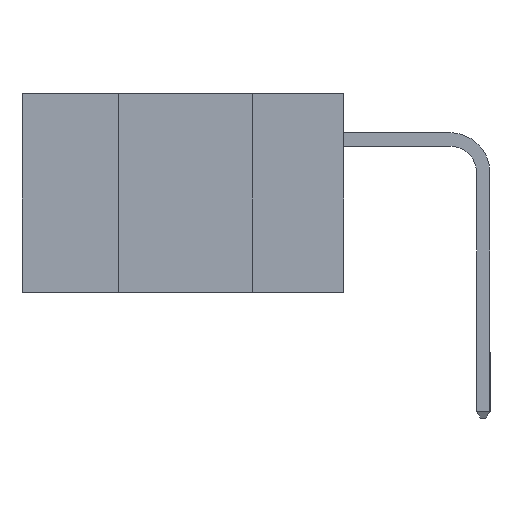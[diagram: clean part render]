
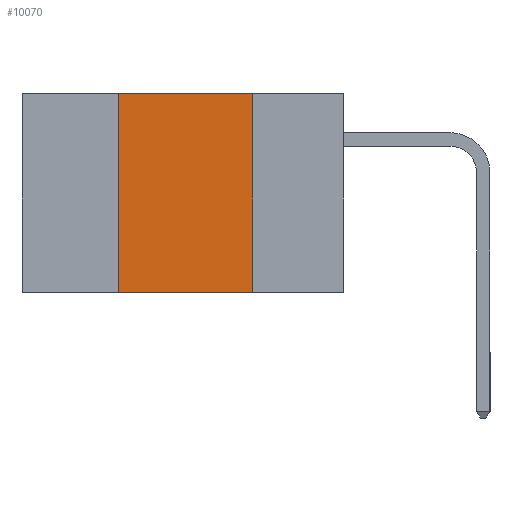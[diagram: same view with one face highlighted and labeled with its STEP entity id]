
A CAD part, left-side view. The second image highlights one B-rep face of the part: STEP entity #10070.
In plain terms, the highlighted planar face has unit normal (-1, 0, 0).
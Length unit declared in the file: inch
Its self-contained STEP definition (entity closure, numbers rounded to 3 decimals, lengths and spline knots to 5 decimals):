
#323 = FACE_OUTER_BOUND ( 'NONE', #1491, .T. ) ;
#777 = CARTESIAN_POINT ( 'NONE',  ( 0., 0.42, 0. ) ) ;
#825 = VECTOR ( 'NONE', #5379, 39.37008 ) ;
#855 = CARTESIAN_POINT ( 'NONE',  ( 0., 0.6, 0. ) ) ;
#1079 = EDGE_CURVE ( 'NONE', #11422, #12236, #10088, .T. ) ;
#1164 = ORIENTED_EDGE ( 'NONE', *, *, #1079, .F. ) ;
#1491 = EDGE_LOOP ( 'NONE', ( #1164, #12293, #16415, #6531 ) ) ;
#2281 = PLANE ( 'NONE',  #8478 ) ;
#2338 = DIRECTION ( 'NONE',  ( 1., 0., 0. ) ) ;
#3264 = LINE ( 'NONE', #855, #8018 ) ;
#3349 = CARTESIAN_POINT ( 'NONE',  ( 0., 0.42, -0.37 ) ) ;
#5217 = VERTEX_POINT ( 'NONE', #777 ) ;
#5379 = DIRECTION ( 'NONE',  ( 0., 0., -1. ) ) ;
#6531 = ORIENTED_EDGE ( 'NONE', *, *, #17879, .T. ) ;
#6948 = CARTESIAN_POINT ( 'NONE',  ( 0., 0.42, 0. ) ) ;
#7337 = CARTESIAN_POINT ( 'NONE',  ( 0., 0.6, -0.37 ) ) ;
#7876 = DIRECTION ( 'NONE',  ( 0., -1., 0. ) ) ;
#8018 = VECTOR ( 'NONE', #7876, 39.37008 ) ;
#8218 = CARTESIAN_POINT ( 'NONE',  ( 0., 0.17, 0. ) ) ;
#8478 = AXIS2_PLACEMENT_3D ( 'NONE', #17560, #2338, #16002 ) ;
#8684 = LINE ( 'NONE', #6948, #11033 ) ;
#10070 = ADVANCED_FACE ( 'NONE', ( #323 ), #2281, .F. ) ;
#10088 = LINE ( 'NONE', #8218, #825 ) ;
#10109 = VECTOR ( 'NONE', #13096, 39.37008 ) ;
#11027 = CARTESIAN_POINT ( 'NONE',  ( 0., 0.17, -0.37 ) ) ;
#11033 = VECTOR ( 'NONE', #13785, 39.37008 ) ;
#11140 = EDGE_CURVE ( 'NONE', #14748, #5217, #8684, .T. ) ;
#11422 = VERTEX_POINT ( 'NONE', #17410 ) ;
#12236 = VERTEX_POINT ( 'NONE', #11027 ) ;
#12293 = ORIENTED_EDGE ( 'NONE', *, *, #16227, .F. ) ;
#13096 = DIRECTION ( 'NONE',  ( 0., -1., 0. ) ) ;
#13785 = DIRECTION ( 'NONE',  ( 0., 0., 1. ) ) ;
#14748 = VERTEX_POINT ( 'NONE', #3349 ) ;
#16002 = DIRECTION ( 'NONE',  ( 0., 0., -1. ) ) ;
#16227 = EDGE_CURVE ( 'NONE', #5217, #11422, #3264, .T. ) ;
#16415 = ORIENTED_EDGE ( 'NONE', *, *, #11140, .F. ) ;
#17410 = CARTESIAN_POINT ( 'NONE',  ( 0., 0.17, 0. ) ) ;
#17531 = LINE ( 'NONE', #7337, #10109 ) ;
#17560 = CARTESIAN_POINT ( 'NONE',  ( 0., 0.6, 0. ) ) ;
#17879 = EDGE_CURVE ( 'NONE', #14748, #12236, #17531, .T. ) ;
